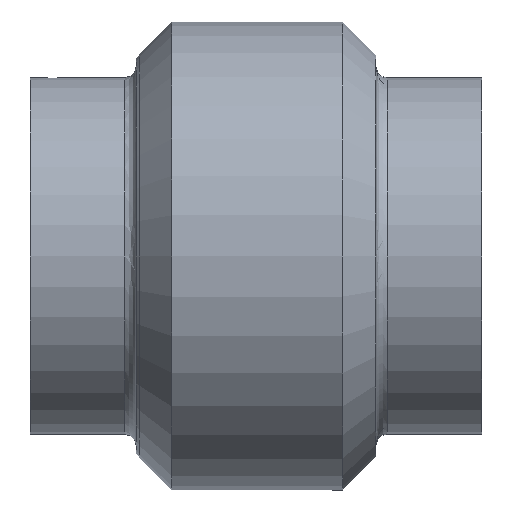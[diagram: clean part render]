
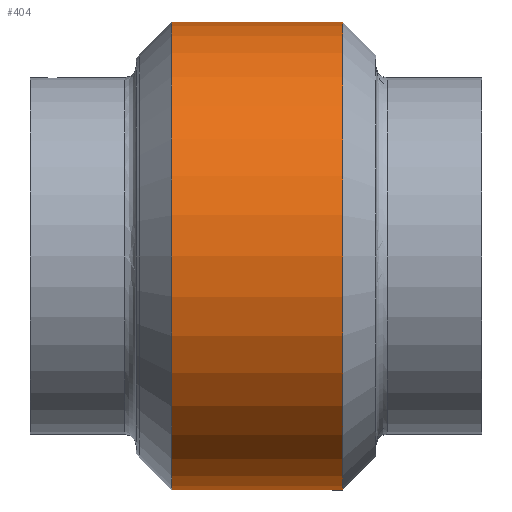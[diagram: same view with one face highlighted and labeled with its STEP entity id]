
A CAD part, front view. The second image highlights one B-rep face of the part: STEP entity #404.
In plain terms, the highlighted cylindrical face has radius 66.675 mm (diameter 133.35 mm), a full revolution.
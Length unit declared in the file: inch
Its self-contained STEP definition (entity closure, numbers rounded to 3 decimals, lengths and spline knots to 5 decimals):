
#245=CARTESIAN_POINT('',(14.82304,10.91308,0.0));
#246=VERTEX_POINT('',#245);
#247=CARTESIAN_POINT('',(15.66304,10.91308,0.0));
#248=VERTEX_POINT('',#247);
#249=CARTESIAN_POINT('',(14.82304,10.91308,0.));
#250=CARTESIAN_POINT('',(14.82304,10.91308,-0.05278));
#251=CARTESIAN_POINT('',(14.83365,10.91133,-0.10901));
#252=CARTESIAN_POINT('',(14.87663,10.90499,-0.21228));
#253=CARTESIAN_POINT('',(14.909,10.90051,-0.25934));
#254=CARTESIAN_POINT('',(14.98354,10.89207,-0.33358));
#255=CARTESIAN_POINT('',(15.03069,10.88757,-0.36575));
#256=CARTESIAN_POINT('',(15.13407,10.8812,-0.40843));
#257=CARTESIAN_POINT('',(15.19029,10.87943,-0.41895));
#258=CARTESIAN_POINT('',(15.29579,10.87943,-0.41895));
#259=CARTESIAN_POINT('',(15.35201,10.8812,-0.40843));
#260=CARTESIAN_POINT('',(15.45539,10.88757,-0.36575));
#261=CARTESIAN_POINT('',(15.50254,10.89207,-0.33358));
#262=CARTESIAN_POINT('',(15.57708,10.90051,-0.25934));
#263=CARTESIAN_POINT('',(15.60945,10.90499,-0.21228));
#264=CARTESIAN_POINT('',(15.65243,10.91133,-0.10901));
#265=CARTESIAN_POINT('',(15.66304,10.91308,-0.05278));
#266=CARTESIAN_POINT('',(15.66304,10.91308,0.));
#267=B_SPLINE_CURVE_WITH_KNOTS('',3,(#249,#250,#251,#252,#253,#254,#255,#256,#257,#258,#259,#260,#261,#262,#263,#264,#265,#266),.UNSPECIFIED.,.F.,.U.,(4,2,2,2,2,2,2,2,4),(0.63321,0.79155,0.9499,1.10816,1.26642,1.42467,1.58293,1.74128,1.89962),.UNSPECIFIED.);
#268=EDGE_CURVE('',#246,#248,#267,.T.);
#270=CARTESIAN_POINT('',(15.66304,10.91308,0.));
#271=CARTESIAN_POINT('',(15.66304,10.91308,0.05278));
#272=CARTESIAN_POINT('',(15.65243,10.91133,0.10901));
#273=CARTESIAN_POINT('',(15.60945,10.90499,0.21228));
#274=CARTESIAN_POINT('',(15.57708,10.90051,0.25934));
#275=CARTESIAN_POINT('',(15.50254,10.89207,0.33358));
#276=CARTESIAN_POINT('',(15.45539,10.88757,0.36575));
#277=CARTESIAN_POINT('',(15.35201,10.8812,0.40843));
#278=CARTESIAN_POINT('',(15.29579,10.87943,0.41895));
#279=CARTESIAN_POINT('',(15.24304,10.87943,0.41895));
#280=CARTESIAN_POINT('',(15.19029,10.87943,0.41895));
#281=CARTESIAN_POINT('',(15.13407,10.8812,0.40843));
#282=CARTESIAN_POINT('',(15.03069,10.88757,0.36575));
#283=CARTESIAN_POINT('',(14.98354,10.89207,0.33358));
#284=CARTESIAN_POINT('',(14.909,10.90051,0.25934));
#285=CARTESIAN_POINT('',(14.87663,10.90499,0.21228));
#286=CARTESIAN_POINT('',(14.83365,10.91133,0.10901));
#287=CARTESIAN_POINT('',(14.82304,10.91308,0.05278));
#288=CARTESIAN_POINT('',(14.82304,10.91308,0.));
#289=B_SPLINE_CURVE_WITH_KNOTS('',3,(#270,#271,#272,#273,#274,#275,#276,#277,#278,#279,#280,#281,#282,#283,#284,#285,#286,#287,#288),.UNSPECIFIED.,.F.,.U.,(4,2,2,2,3,2,2,2,4),(1.89962,2.05797,2.21632,2.37457,2.53283,2.69109,2.84935,3.00769,3.16604),.UNSPECIFIED.);
#290=EDGE_CURVE('',#248,#246,#289,.T.);
#366=CARTESIAN_POINT('',(14.0905,10.91308,0.0));
#367=VERTEX_POINT('',#366);
#368=CARTESIAN_POINT('',(14.0905,8.28808,0.0));
#369=DIRECTION('',(1.0,0.0,0.0));
#370=DIRECTION('',(0.0,1.0,0.0));
#371=AXIS2_PLACEMENT_3D('',#368,#369,#370);
#372=CIRCLE('',#371,2.625);
#373=EDGE_CURVE('',#367,#367,#372,.T.);
#381=CARTESIAN_POINT('',(15.04927,8.28808,0.0));
#382=DIRECTION('',(1.0,0.0,0.0));
#383=DIRECTION('',(0.0,1.0,0.0));
#384=AXIS2_PLACEMENT_3D('',#381,#382,#383);
#385=CYLINDRICAL_SURFACE('',#384,2.625);
#386=CARTESIAN_POINT('',(16.00804,10.91308,0.0));
#387=VERTEX_POINT('',#386);
#388=CARTESIAN_POINT('',(16.00804,8.28808,0.0));
#389=DIRECTION('',(1.0,0.0,0.0));
#390=DIRECTION('',(0.0,1.0,0.0));
#391=AXIS2_PLACEMENT_3D('',#388,#389,#390);
#392=CIRCLE('',#391,2.625);
#393=EDGE_CURVE('',#387,#387,#392,.T.);
#394=ORIENTED_EDGE('',*,*,#393,.F.);
#395=EDGE_LOOP('',(#394));
#396=FACE_OUTER_BOUND('',#395,.T.);
#397=ORIENTED_EDGE('',*,*,#268,.T.);
#398=ORIENTED_EDGE('',*,*,#290,.T.);
#399=EDGE_LOOP('',(#397,#398));
#400=FACE_BOUND('',#399,.T.);
#401=ORIENTED_EDGE('',*,*,#373,.T.);
#402=EDGE_LOOP('',(#401));
#403=FACE_BOUND('',#402,.T.);
#404=ADVANCED_FACE('',(#396,#400,#403),#385,.T.);
